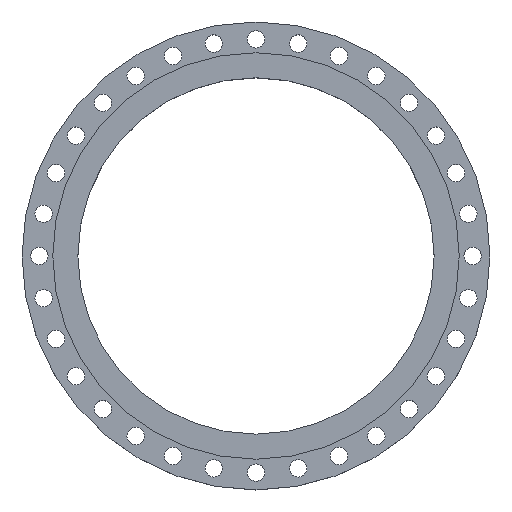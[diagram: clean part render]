
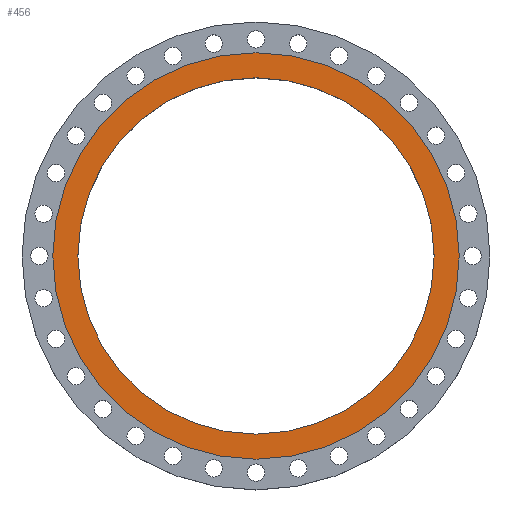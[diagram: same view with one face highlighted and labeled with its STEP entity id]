
A CAD part, top view. The second image highlights one B-rep face of the part: STEP entity #456.
In plain terms, the highlighted planar face has unit normal (0, 0, 1).
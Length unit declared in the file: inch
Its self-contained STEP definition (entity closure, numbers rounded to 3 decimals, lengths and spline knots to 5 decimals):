
#26 = CARTESIAN_POINT ( 'NONE',  ( 0., 16.65625, 0. ) ) ;
#210 = CARTESIAN_POINT ( 'NONE',  ( -16.65625, 0., 0. ) ) ;
#300 = CARTESIAN_POINT ( 'NONE',  ( 0., 0., 0. ) ) ;
#396 = CIRCLE ( 'NONE', #1048, 19. ) ;
#456 = ADVANCED_FACE ( 'NONE', ( #2673, #1335 ), #2658, .F. ) ;
#488 = CARTESIAN_POINT ( 'NONE',  ( -19., 0., 0. ) ) ;
#520 = DIRECTION ( 'NONE',  ( 0., 0., 1. ) ) ;
#611 = EDGE_CURVE ( 'NONE', #2849, #2618, #1184, .T. ) ;
#792 = VERTEX_POINT ( 'NONE', #2397 ) ;
#913 = ORIENTED_EDGE ( 'NONE', *, *, #1101, .T. ) ;
#916 = DIRECTION ( 'NONE',  ( 0., 0., -1. ) ) ;
#973 = DIRECTION ( 'NONE',  ( 1., 0., 0. ) ) ;
#996 = EDGE_LOOP ( 'NONE', ( #913, #2587 ) ) ;
#1007 = CIRCLE ( 'NONE', #1614, 16.65625 ) ;
#1048 = AXIS2_PLACEMENT_3D ( 'NONE', #2295, #2732, #2831 ) ;
#1101 = EDGE_CURVE ( 'NONE', #2618, #2849, #396, .T. ) ;
#1176 = DIRECTION ( 'NONE',  ( 1., 0., 0. ) ) ;
#1184 = CIRCLE ( 'NONE', #2111, 19. ) ;
#1264 = DIRECTION ( 'NONE',  ( 1., 0., 0. ) ) ;
#1293 = DIRECTION ( 'NONE',  ( 0., 0., 1. ) ) ;
#1335 = FACE_OUTER_BOUND ( 'NONE', #996, .T. ) ;
#1385 = CIRCLE ( 'NONE', #1938, 16.65625 ) ;
#1614 = AXIS2_PLACEMENT_3D ( 'NONE', #2387, #1293, #1264 ) ;
#1654 = EDGE_CURVE ( 'NONE', #792, #2608, #1007, .T. ) ;
#1684 = CARTESIAN_POINT ( 'NONE',  ( 0., 0., 0. ) ) ;
#1792 = EDGE_LOOP ( 'NONE', ( #2009, #2258 ) ) ;
#1830 = DIRECTION ( 'NONE',  ( -1., 0., 0. ) ) ;
#1938 = AXIS2_PLACEMENT_3D ( 'NONE', #300, #520, #1176 ) ;
#2009 = ORIENTED_EDGE ( 'NONE', *, *, #1654, .F. ) ;
#2111 = AXIS2_PLACEMENT_3D ( 'NONE', #1684, #2517, #973 ) ;
#2254 = AXIS2_PLACEMENT_3D ( 'NONE', #26, #916, #1830 ) ;
#2258 = ORIENTED_EDGE ( 'NONE', *, *, #2348, .F. ) ;
#2295 = CARTESIAN_POINT ( 'NONE',  ( 0., 0., 0. ) ) ;
#2348 = EDGE_CURVE ( 'NONE', #2608, #792, #1385, .T. ) ;
#2387 = CARTESIAN_POINT ( 'NONE',  ( 0., 0., 0. ) ) ;
#2397 = CARTESIAN_POINT ( 'NONE',  ( 16.65625, 0., 0. ) ) ;
#2423 = CARTESIAN_POINT ( 'NONE',  ( 19., 0., 0. ) ) ;
#2517 = DIRECTION ( 'NONE',  ( 0., 0., 1. ) ) ;
#2587 = ORIENTED_EDGE ( 'NONE', *, *, #611, .T. ) ;
#2608 = VERTEX_POINT ( 'NONE', #210 ) ;
#2618 = VERTEX_POINT ( 'NONE', #2423 ) ;
#2658 = PLANE ( 'NONE',  #2254 ) ;
#2673 = FACE_BOUND ( 'NONE', #1792, .T. ) ;
#2732 = DIRECTION ( 'NONE',  ( 0., 0., 1. ) ) ;
#2831 = DIRECTION ( 'NONE',  ( 1., 0., 0. ) ) ;
#2849 = VERTEX_POINT ( 'NONE', #488 ) ;
